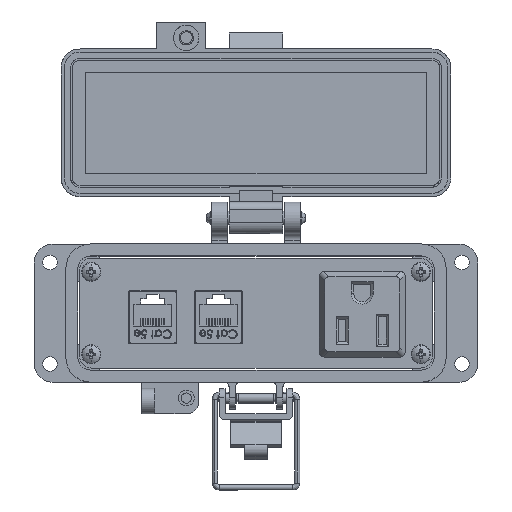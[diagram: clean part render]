
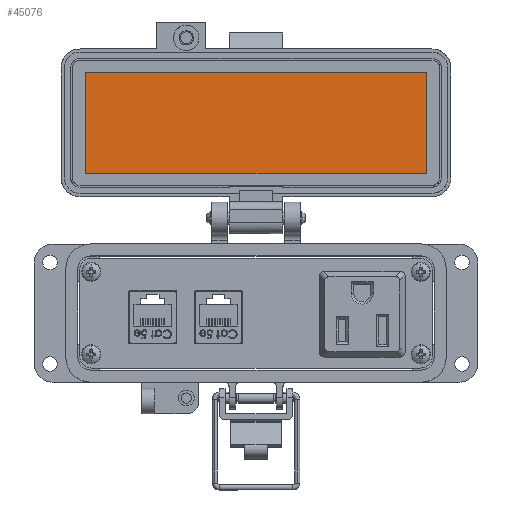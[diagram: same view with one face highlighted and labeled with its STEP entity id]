
A CAD part, top view. The second image highlights one B-rep face of the part: STEP entity #45076.
In plain terms, the highlighted planar face has unit normal (0, 0, 1).
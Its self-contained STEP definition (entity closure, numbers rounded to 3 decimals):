
#1591 = PLANE ( 'NONE',  #23577 ) ;
#5610 = LINE ( 'NONE', #9071, #6879 ) ;
#6879 = VECTOR ( 'NONE', #37252, 1000. ) ;
#9071 = CARTESIAN_POINT ( 'NONE',  ( -53.75, 67.154, -25.55 ) ) ;
#10113 = LINE ( 'NONE', #37327, #29060 ) ;
#13769 = CARTESIAN_POINT ( 'NONE',  ( 42., 51.154, -25.55 ) ) ;
#13813 = EDGE_CURVE ( 'NONE', #29973, #42589, #10113, .T. ) ;
#17344 = LINE ( 'NONE', #13769, #38803 ) ;
#18412 = ORIENTED_EDGE ( 'NONE', *, *, #52400, .F. ) ;
#19478 = CARTESIAN_POINT ( 'NONE',  ( -53.75, 83.154, -25.55 ) ) ;
#20812 = EDGE_CURVE ( 'NONE', #44667, #33826, #17344, .T. ) ;
#23335 = FACE_OUTER_BOUND ( 'NONE', #30303, .T. ) ;
#23577 = AXIS2_PLACEMENT_3D ( 'NONE', #41942, #50151, #25917 ) ;
#23728 = VECTOR ( 'NONE', #24323, 1000. ) ;
#24323 = DIRECTION ( 'NONE',  ( 0., -1., 0. ) ) ;
#25917 = DIRECTION ( 'NONE',  ( 0., -1., 0. ) ) ;
#29060 = VECTOR ( 'NONE', #41401, 1000. ) ;
#29973 = VERTEX_POINT ( 'NONE', #19478 ) ;
#30303 = EDGE_LOOP ( 'NONE', ( #48087, #34792, #48735, #18412 ) ) ;
#33826 = VERTEX_POINT ( 'NONE', #51589 ) ;
#34402 = LINE ( 'NONE', #52410, #23728 ) ;
#34495 = EDGE_CURVE ( 'NONE', #33826, #29973, #5610, .T. ) ;
#34792 = ORIENTED_EDGE ( 'NONE', *, *, #34495, .F. ) ;
#37252 = DIRECTION ( 'NONE',  ( 0., 1., 0. ) ) ;
#37327 = CARTESIAN_POINT ( 'NONE',  ( -8.5, 83.154, -25.55 ) ) ;
#38803 = VECTOR ( 'NONE', #41989, 1000. ) ;
#41401 = DIRECTION ( 'NONE',  ( 1., 0., 0. ) ) ;
#41942 = CARTESIAN_POINT ( 'NONE',  ( -8.5, 67.154, -25.55 ) ) ;
#41989 = DIRECTION ( 'NONE',  ( -1., 0., 0. ) ) ;
#42589 = VERTEX_POINT ( 'NONE', #50325 ) ;
#44667 = VERTEX_POINT ( 'NONE', #46997 ) ;
#45076 = ADVANCED_FACE ( 'NONE', ( #23335 ), #1591, .T. ) ;
#46997 = CARTESIAN_POINT ( 'NONE',  ( 53.75, 51.154, -25.55 ) ) ;
#48087 = ORIENTED_EDGE ( 'NONE', *, *, #13813, .F. ) ;
#48735 = ORIENTED_EDGE ( 'NONE', *, *, #20812, .F. ) ;
#50151 = DIRECTION ( 'NONE',  ( 0., 0., 1. ) ) ;
#50325 = CARTESIAN_POINT ( 'NONE',  ( 53.75, 83.154, -25.55 ) ) ;
#51589 = CARTESIAN_POINT ( 'NONE',  ( -53.75, 51.154, -25.55 ) ) ;
#52400 = EDGE_CURVE ( 'NONE', #42589, #44667, #34402, .T. ) ;
#52410 = CARTESIAN_POINT ( 'NONE',  ( 53.75, 67.154, -25.55 ) ) ;
